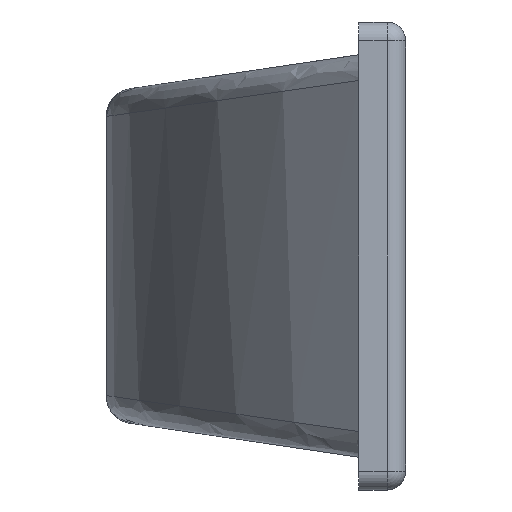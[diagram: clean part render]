
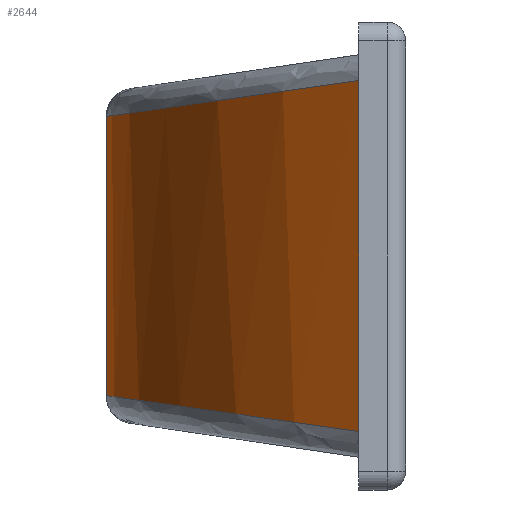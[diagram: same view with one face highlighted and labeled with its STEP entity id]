
A CAD part, front view. The second image highlights one B-rep face of the part: STEP entity #2644.
In plain terms, the highlighted cylindrical face has radius 72 mm (diameter 144 mm), a partial arc.
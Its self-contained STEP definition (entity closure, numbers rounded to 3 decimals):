
#79 = LINE ( 'NONE', #1877, #3759 ) ;
#274 = CARTESIAN_POINT ( 'NONE',  ( 0., -35.5, 18.745 ) ) ;
#275 = CARTESIAN_POINT ( 'NONE',  ( -27., -1.542, -14.912 ) ) ;
#431 = DIRECTION ( 'NONE',  ( 0., 0., 1. ) ) ;
#644 = ORIENTED_EDGE ( 'NONE', *, *, #1769, .F. ) ;
#727 = CARTESIAN_POINT ( 'NONE',  ( -27., 20.705, -14.912 ) ) ;
#807 = VERTEX_POINT ( 'NONE', #2950 ) ;
#879 = DIRECTION ( 'NONE',  ( 1., 0., 0. ) ) ;
#931 = EDGE_CURVE ( 'NONE', #2645, #2117, #79, .T. ) ;
#1438 = CARTESIAN_POINT ( 'NONE',  ( 0., -35.5, 18.745 ) ) ;
#1444 = DIRECTION ( 'NONE',  ( 0., 0., 1. ) ) ;
#1503 = DIRECTION ( 'NONE',  ( 0., 0., 1. ) ) ;
#1619 = CARTESIAN_POINT ( 'NONE',  ( 0., -35.5, -18.745 ) ) ;
#1721 = AXIS2_PLACEMENT_3D ( 'NONE', #4426, #431, #879 ) ;
#1724 = FACE_OUTER_BOUND ( 'NONE', #3673, .T. ) ;
#1744 = CYLINDRICAL_SURFACE ( 'NONE', #1721, 72. ) ;
#1769 = EDGE_CURVE ( 'NONE', #2533, #807, #2406, .T. ) ;
#1877 = CARTESIAN_POINT ( 'NONE',  ( 0., -35.5, -21.5 ) ) ;
#1947 = CARTESIAN_POINT ( 'NONE',  ( -27., 20.705, -21.5 ) ) ;
#2010 = CARTESIAN_POINT ( 'NONE',  ( -17.367, -21.596, -16.279 ) ) ;
#2088 = ORIENTED_EDGE ( 'NONE', *, *, #2658, .T. ) ;
#2117 = VERTEX_POINT ( 'NONE', #1438 ) ;
#2406 = LINE ( 'NONE', #1947, #2823 ) ;
#2533 = VERTEX_POINT ( 'NONE', #4270 ) ;
#2644 = ADVANCED_FACE ( 'NONE', ( #1724 ), #1744, .T. ) ;
#2645 = VERTEX_POINT ( 'NONE', #3510 ) ;
#2658 = EDGE_CURVE ( 'NONE', #2533, #2645, #2777, .T. ) ;
#2777 =( BOUNDED_CURVE ( )  B_SPLINE_CURVE ( 3, ( #727, #275, #2010, #1619 ),
 .UNSPECIFIED., .F., .F. ) 
 B_SPLINE_CURVE_WITH_KNOTS ( ( 4, 4 ),
 ( 0., 0.896 ),
 .UNSPECIFIED. ) 
 CURVE ( )  GEOMETRIC_REPRESENTATION_ITEM ( )  RATIONAL_B_SPLINE_CURVE ( ( 1., 0.934, 0.934, 1. ) ) 
 REPRESENTATION_ITEM ( '' )  );
#2823 = VECTOR ( 'NONE', #1503, 1000. ) ;
#2950 = CARTESIAN_POINT ( 'NONE',  ( -27., 20.705, 14.912 ) ) ;
#3279 = ORIENTED_EDGE ( 'NONE', *, *, #3483, .T. ) ;
#3354 = CARTESIAN_POINT ( 'NONE',  ( -27., 20.705, 14.912 ) ) ;
#3481 = ORIENTED_EDGE ( 'NONE', *, *, #931, .T. ) ;
#3483 = EDGE_CURVE ( 'NONE', #2117, #807, #4190, .T. ) ;
#3510 = CARTESIAN_POINT ( 'NONE',  ( 0., -35.5, -18.745 ) ) ;
#3673 = EDGE_LOOP ( 'NONE', ( #644, #2088, #3481, #3279 ) ) ;
#3759 = VECTOR ( 'NONE', #1444, 1000. ) ;
#3821 = CARTESIAN_POINT ( 'NONE',  ( -17.367, -21.596, 16.279 ) ) ;
#4190 =( BOUNDED_CURVE ( )  B_SPLINE_CURVE ( 3, ( #274, #3821, #4274, #3354 ),
 .UNSPECIFIED., .F., .T. ) 
 B_SPLINE_CURVE_WITH_KNOTS ( ( 4, 4 ),
 ( 2.246, 3.142 ),
 .UNSPECIFIED. ) 
 CURVE ( )  GEOMETRIC_REPRESENTATION_ITEM ( )  RATIONAL_B_SPLINE_CURVE ( ( 1., 0.934, 0.934, 1. ) ) 
 REPRESENTATION_ITEM ( '' )  );
#4270 = CARTESIAN_POINT ( 'NONE',  ( -27., 20.705, -14.912 ) ) ;
#4274 = CARTESIAN_POINT ( 'NONE',  ( -27., -1.542, 14.912 ) ) ;
#4426 = CARTESIAN_POINT ( 'NONE',  ( 45., 20.705, -21.5 ) ) ;
